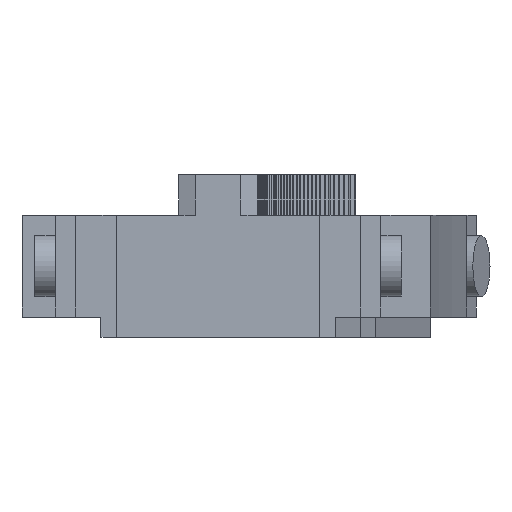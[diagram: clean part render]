
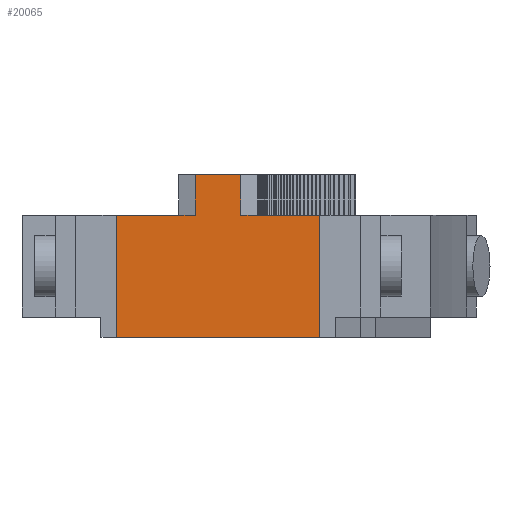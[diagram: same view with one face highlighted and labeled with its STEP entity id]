
A CAD part, front view. The second image highlights one B-rep face of the part: STEP entity #20065.
In plain terms, the highlighted planar face has unit normal (0, -1, 0).
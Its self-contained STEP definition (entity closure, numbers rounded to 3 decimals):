
#2386 = PLANE('',#2387);
#2387 = AXIS2_PLACEMENT_3D('',#2388,#2389,#2390);
#2388 = CARTESIAN_POINT('',(-2.985,-21.592,-6.4));
#2389 = DIRECTION('',(0.,0.,1.));
#2390 = DIRECTION('',(1.,0.,-0.));
#3004 = PLANE('',#3005);
#3005 = AXIS2_PLACEMENT_3D('',#3006,#3007,#3008);
#3006 = CARTESIAN_POINT('',(-7.273,29.992,3.2));
#3007 = DIRECTION('',(0.,0.,1.));
#3008 = DIRECTION('',(-0.28,-0.96,0.));
#3032 = PLANE('',#3033);
#3033 = AXIS2_PLACEMENT_3D('',#3034,#3035,#3036);
#3034 = CARTESIAN_POINT('',(5.015,-29.192,3.2));
#3035 = DIRECTION('',(-1.,0.,0.));
#3036 = DIRECTION('',(0.,-1.,0.));
#5201 = PLANE('',#5202);
#5202 = AXIS2_PLACEMENT_3D('',#5203,#5204,#5205);
#5203 = CARTESIAN_POINT('',(-7.273,29.992,3.2));
#5204 = DIRECTION('',(0.,0.,1.));
#5205 = DIRECTION('',(-0.28,-0.96,0.));
#6100 = PLANE('',#6101);
#6101 = AXIS2_PLACEMENT_3D('',#6102,#6103,#6104);
#6102 = CARTESIAN_POINT('',(-10.985,-29.192,3.2));
#6103 = DIRECTION('',(-1.,0.,0.));
#6104 = DIRECTION('',(0.,-1.,0.));
#7135 = VERTEX_POINT('',#7136);
#7136 = CARTESIAN_POINT('',(-10.985,-29.592,-6.4));
#7157 = EDGE_CURVE('',#7135,#7158,#7160,.T.);
#7158 = VERTEX_POINT('',#7159);
#7159 = CARTESIAN_POINT('',(5.015,-29.592,-6.4));
#7160 = SURFACE_CURVE('',#7161,(#7165,#7172),.PCURVE_S1.);
#7161 = LINE('',#7162,#7163);
#7162 = CARTESIAN_POINT('',(-15.785,-29.592,-6.4));
#7163 = VECTOR('',#7164,1.);
#7164 = DIRECTION('',(1.,0.,0.));
#7165 = PCURVE('',#2386,#7166);
#7166 = DEFINITIONAL_REPRESENTATION('',(#7167),#7171);
#7167 = LINE('',#7168,#7169);
#7168 = CARTESIAN_POINT('',(-12.8,-8.));
#7169 = VECTOR('',#7170,1.);
#7170 = DIRECTION('',(1.,0.));
#7171 = ( GEOMETRIC_REPRESENTATION_CONTEXT(2) 
PARAMETRIC_REPRESENTATION_CONTEXT() REPRESENTATION_CONTEXT('2D SPACE',''
  ) );
#7172 = PCURVE('',#7173,#7178);
#7173 = PLANE('',#7174);
#7174 = AXIS2_PLACEMENT_3D('',#7175,#7176,#7177);
#7175 = CARTESIAN_POINT('',(9.815,-29.592,-4.8));
#7176 = DIRECTION('',(0.,1.,0.));
#7177 = DIRECTION('',(0.,0.,1.));
#7178 = DEFINITIONAL_REPRESENTATION('',(#7179),#7183);
#7179 = LINE('',#7180,#7181);
#7180 = CARTESIAN_POINT('',(-1.6,-25.6));
#7181 = VECTOR('',#7182,1.);
#7182 = DIRECTION('',(0.,1.));
#7183 = ( GEOMETRIC_REPRESENTATION_CONTEXT(2) 
PARAMETRIC_REPRESENTATION_CONTEXT() REPRESENTATION_CONTEXT('2D SPACE',''
  ) );
#7548 = VERTEX_POINT('',#7549);
#7549 = CARTESIAN_POINT('',(5.015,-29.592,3.2));
#7570 = EDGE_CURVE('',#7158,#7548,#7571,.T.);
#7571 = SURFACE_CURVE('',#7572,(#7576,#7583),.PCURVE_S1.);
#7572 = LINE('',#7573,#7574);
#7573 = CARTESIAN_POINT('',(5.015,-29.592,-0.8));
#7574 = VECTOR('',#7575,1.);
#7575 = DIRECTION('',(0.,-0.,1.));
#7576 = PCURVE('',#3032,#7577);
#7577 = DEFINITIONAL_REPRESENTATION('',(#7578),#7582);
#7578 = LINE('',#7579,#7580);
#7579 = CARTESIAN_POINT('',(0.4,-4.));
#7580 = VECTOR('',#7581,1.);
#7581 = DIRECTION('',(0.,1.));
#7582 = ( GEOMETRIC_REPRESENTATION_CONTEXT(2) 
PARAMETRIC_REPRESENTATION_CONTEXT() REPRESENTATION_CONTEXT('2D SPACE',''
  ) );
#7583 = PCURVE('',#7173,#7584);
#7584 = DEFINITIONAL_REPRESENTATION('',(#7585),#7589);
#7585 = LINE('',#7586,#7587);
#7586 = CARTESIAN_POINT('',(4.,-4.8));
#7587 = VECTOR('',#7588,1.);
#7588 = DIRECTION('',(1.,0.));
#7589 = ( GEOMETRIC_REPRESENTATION_CONTEXT(2) 
PARAMETRIC_REPRESENTATION_CONTEXT() REPRESENTATION_CONTEXT('2D SPACE',''
  ) );
#11864 = VERTEX_POINT('',#11865);
#11865 = CARTESIAN_POINT('',(-1.185,-29.592,3.2));
#11884 = CYLINDRICAL_SURFACE('',#11885,198.2);
#11885 = AXIS2_PLACEMENT_3D('',#11886,#11887,#11888);
#11886 = CARTESIAN_POINT('',(197.015,-29.592,6.4));
#11887 = DIRECTION('',(0.,0.,-1.));
#11888 = DIRECTION('',(-1.,0.,0.));
#11896 = EDGE_CURVE('',#7548,#11864,#11897,.T.);
#11897 = SURFACE_CURVE('',#11898,(#11902,#11909),.PCURVE_S1.);
#11898 = LINE('',#11899,#11900);
#11899 = CARTESIAN_POINT('',(9.815,-29.592,3.2));
#11900 = VECTOR('',#11901,1.);
#11901 = DIRECTION('',(-1.,0.,0.));
#11902 = PCURVE('',#3004,#11903);
#11903 = DEFINITIONAL_REPRESENTATION('',(#11904),#11908);
#11904 = LINE('',#11905,#11906);
#11905 = CARTESIAN_POINT('',(52.416,33.088));
#11906 = VECTOR('',#11907,1.);
#11907 = DIRECTION('',(0.28,-0.96));
#11908 = ( GEOMETRIC_REPRESENTATION_CONTEXT(2) 
PARAMETRIC_REPRESENTATION_CONTEXT() REPRESENTATION_CONTEXT('2D SPACE',''
  ) );
#11909 = PCURVE('',#7173,#11910);
#11910 = DEFINITIONAL_REPRESENTATION('',(#11911),#11915);
#11911 = LINE('',#11912,#11913);
#11912 = CARTESIAN_POINT('',(8.,0.));
#11913 = VECTOR('',#11914,1.);
#11914 = DIRECTION('',(0.,-1.));
#11915 = ( GEOMETRIC_REPRESENTATION_CONTEXT(2) 
PARAMETRIC_REPRESENTATION_CONTEXT() REPRESENTATION_CONTEXT('2D SPACE',''
  ) );
#13279 = VERTEX_POINT('',#13280);
#13280 = CARTESIAN_POINT('',(-10.985,-29.592,3.2));
#13301 = EDGE_CURVE('',#13302,#13279,#13304,.T.);
#13302 = VERTEX_POINT('',#13303);
#13303 = CARTESIAN_POINT('',(-4.785,-29.592,3.2));
#13304 = SURFACE_CURVE('',#13305,(#13309,#13316),.PCURVE_S1.);
#13305 = LINE('',#13306,#13307);
#13306 = CARTESIAN_POINT('',(9.815,-29.592,3.2));
#13307 = VECTOR('',#13308,1.);
#13308 = DIRECTION('',(-1.,0.,0.));
#13309 = PCURVE('',#5201,#13310);
#13310 = DEFINITIONAL_REPRESENTATION('',(#13311),#13315);
#13311 = LINE('',#13312,#13313);
#13312 = CARTESIAN_POINT('',(52.416,33.088));
#13313 = VECTOR('',#13314,1.);
#13314 = DIRECTION('',(0.28,-0.96));
#13315 = ( GEOMETRIC_REPRESENTATION_CONTEXT(2) 
PARAMETRIC_REPRESENTATION_CONTEXT() REPRESENTATION_CONTEXT('2D SPACE',''
  ) );
#13316 = PCURVE('',#7173,#13317);
#13317 = DEFINITIONAL_REPRESENTATION('',(#13318),#13322);
#13318 = LINE('',#13319,#13320);
#13319 = CARTESIAN_POINT('',(8.,0.));
#13320 = VECTOR('',#13321,1.);
#13321 = DIRECTION('',(0.,-1.));
#13322 = ( GEOMETRIC_REPRESENTATION_CONTEXT(2) 
PARAMETRIC_REPRESENTATION_CONTEXT() REPRESENTATION_CONTEXT('2D SPACE',''
  ) );
#13345 = CYLINDRICAL_SURFACE('',#13346,201.8);
#13346 = AXIS2_PLACEMENT_3D('',#13347,#13348,#13349);
#13347 = CARTESIAN_POINT('',(197.015,-29.592,3.2));
#13348 = DIRECTION('',(-0.,-0.,1.));
#13349 = DIRECTION('',(-1.,0.,0.));
#20026 = EDGE_CURVE('',#7135,#13279,#20027,.T.);
#20027 = SURFACE_CURVE('',#20028,(#20032,#20039),.PCURVE_S1.);
#20028 = LINE('',#20029,#20030);
#20029 = CARTESIAN_POINT('',(-10.985,-29.592,-0.8));
#20030 = VECTOR('',#20031,1.);
#20031 = DIRECTION('',(0.,-0.,1.));
#20032 = PCURVE('',#6100,#20033);
#20033 = DEFINITIONAL_REPRESENTATION('',(#20034),#20038);
#20034 = LINE('',#20035,#20036);
#20035 = CARTESIAN_POINT('',(0.4,-4.));
#20036 = VECTOR('',#20037,1.);
#20037 = DIRECTION('',(0.,1.));
#20038 = ( GEOMETRIC_REPRESENTATION_CONTEXT(2) 
PARAMETRIC_REPRESENTATION_CONTEXT() REPRESENTATION_CONTEXT('2D SPACE',''
  ) );
#20039 = PCURVE('',#7173,#20040);
#20040 = DEFINITIONAL_REPRESENTATION('',(#20041),#20045);
#20041 = LINE('',#20042,#20043);
#20042 = CARTESIAN_POINT('',(4.,-20.8));
#20043 = VECTOR('',#20044,1.);
#20044 = DIRECTION('',(1.,0.));
#20045 = ( GEOMETRIC_REPRESENTATION_CONTEXT(2) 
PARAMETRIC_REPRESENTATION_CONTEXT() REPRESENTATION_CONTEXT('2D SPACE',''
  ) );
#20065 = ADVANCED_FACE('',(#20066),#7173,.F.);
#20066 = FACE_BOUND('',#20067,.F.);
#20067 = EDGE_LOOP('',(#20068,#20069,#20070,#20071,#20072,#20095,#20123,
    #20144));
#20068 = ORIENTED_EDGE('',*,*,#7570,.F.);
#20069 = ORIENTED_EDGE('',*,*,#7157,.F.);
#20070 = ORIENTED_EDGE('',*,*,#20026,.T.);
#20071 = ORIENTED_EDGE('',*,*,#13301,.F.);
#20072 = ORIENTED_EDGE('',*,*,#20073,.T.);
#20073 = EDGE_CURVE('',#13302,#20074,#20076,.T.);
#20074 = VERTEX_POINT('',#20075);
#20075 = CARTESIAN_POINT('',(-4.785,-29.592,6.4));
#20076 = SURFACE_CURVE('',#20077,(#20081,#20088),.PCURVE_S1.);
#20077 = LINE('',#20078,#20079);
#20078 = CARTESIAN_POINT('',(-4.785,-29.592,3.2));
#20079 = VECTOR('',#20080,1.);
#20080 = DIRECTION('',(-0.,-0.,1.));
#20081 = PCURVE('',#7173,#20082);
#20082 = DEFINITIONAL_REPRESENTATION('',(#20083),#20087);
#20083 = LINE('',#20084,#20085);
#20084 = CARTESIAN_POINT('',(8.,-14.6));
#20085 = VECTOR('',#20086,1.);
#20086 = DIRECTION('',(1.,0.));
#20087 = ( GEOMETRIC_REPRESENTATION_CONTEXT(2) 
PARAMETRIC_REPRESENTATION_CONTEXT() REPRESENTATION_CONTEXT('2D SPACE',''
  ) );
#20088 = PCURVE('',#13345,#20089);
#20089 = DEFINITIONAL_REPRESENTATION('',(#20090),#20094);
#20090 = LINE('',#20091,#20092);
#20091 = CARTESIAN_POINT('',(-0.,0.));
#20092 = VECTOR('',#20093,1.);
#20093 = DIRECTION('',(-0.,1.));
#20094 = ( GEOMETRIC_REPRESENTATION_CONTEXT(2) 
PARAMETRIC_REPRESENTATION_CONTEXT() REPRESENTATION_CONTEXT('2D SPACE',''
  ) );
#20095 = ORIENTED_EDGE('',*,*,#20096,.T.);
#20096 = EDGE_CURVE('',#20074,#20097,#20099,.T.);
#20097 = VERTEX_POINT('',#20098);
#20098 = CARTESIAN_POINT('',(-1.185,-29.592,6.4));
#20099 = SURFACE_CURVE('',#20100,(#20104,#20111),.PCURVE_S1.);
#20100 = LINE('',#20101,#20102);
#20101 = CARTESIAN_POINT('',(-4.785,-29.592,6.4));
#20102 = VECTOR('',#20103,1.);
#20103 = DIRECTION('',(1.,0.,0.));
#20104 = PCURVE('',#7173,#20105);
#20105 = DEFINITIONAL_REPRESENTATION('',(#20106),#20110);
#20106 = LINE('',#20107,#20108);
#20107 = CARTESIAN_POINT('',(11.2,-14.6));
#20108 = VECTOR('',#20109,1.);
#20109 = DIRECTION('',(0.,1.));
#20110 = ( GEOMETRIC_REPRESENTATION_CONTEXT(2) 
PARAMETRIC_REPRESENTATION_CONTEXT() REPRESENTATION_CONTEXT('2D SPACE',''
  ) );
#20111 = PCURVE('',#20112,#20117);
#20112 = PLANE('',#20113);
#20113 = AXIS2_PLACEMENT_3D('',#20114,#20115,#20116);
#20114 = CARTESIAN_POINT('',(-0.975,-1.308,6.4));
#20115 = DIRECTION('',(0.,0.,-1.));
#20116 = DIRECTION('',(0.141,0.99,0.));
#20117 = DEFINITIONAL_REPRESENTATION('',(#20118),#20122);
#20118 = LINE('',#20119,#20120);
#20119 = CARTESIAN_POINT('',(-28.539,0.228));
#20120 = VECTOR('',#20121,1.);
#20121 = DIRECTION('',(0.141,0.99));
#20122 = ( GEOMETRIC_REPRESENTATION_CONTEXT(2) 
PARAMETRIC_REPRESENTATION_CONTEXT() REPRESENTATION_CONTEXT('2D SPACE',''
  ) );
#20123 = ORIENTED_EDGE('',*,*,#20124,.T.);
#20124 = EDGE_CURVE('',#20097,#11864,#20125,.T.);
#20125 = SURFACE_CURVE('',#20126,(#20130,#20137),.PCURVE_S1.);
#20126 = LINE('',#20127,#20128);
#20127 = CARTESIAN_POINT('',(-1.185,-29.592,6.4));
#20128 = VECTOR('',#20129,1.);
#20129 = DIRECTION('',(0.,0.,-1.));
#20130 = PCURVE('',#7173,#20131);
#20131 = DEFINITIONAL_REPRESENTATION('',(#20132),#20136);
#20132 = LINE('',#20133,#20134);
#20133 = CARTESIAN_POINT('',(11.2,-11.));
#20134 = VECTOR('',#20135,1.);
#20135 = DIRECTION('',(-1.,0.));
#20136 = ( GEOMETRIC_REPRESENTATION_CONTEXT(2) 
PARAMETRIC_REPRESENTATION_CONTEXT() REPRESENTATION_CONTEXT('2D SPACE',''
  ) );
#20137 = PCURVE('',#11884,#20138);
#20138 = DEFINITIONAL_REPRESENTATION('',(#20139),#20143);
#20139 = LINE('',#20140,#20141);
#20140 = CARTESIAN_POINT('',(0.,0.));
#20141 = VECTOR('',#20142,1.);
#20142 = DIRECTION('',(0.,1.));
#20143 = ( GEOMETRIC_REPRESENTATION_CONTEXT(2) 
PARAMETRIC_REPRESENTATION_CONTEXT() REPRESENTATION_CONTEXT('2D SPACE',''
  ) );
#20144 = ORIENTED_EDGE('',*,*,#11896,.F.);
